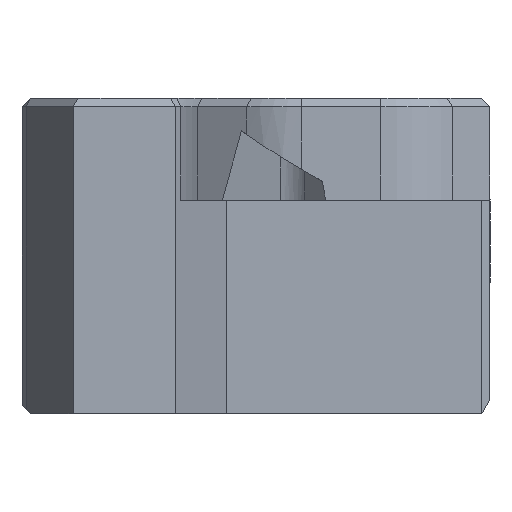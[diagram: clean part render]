
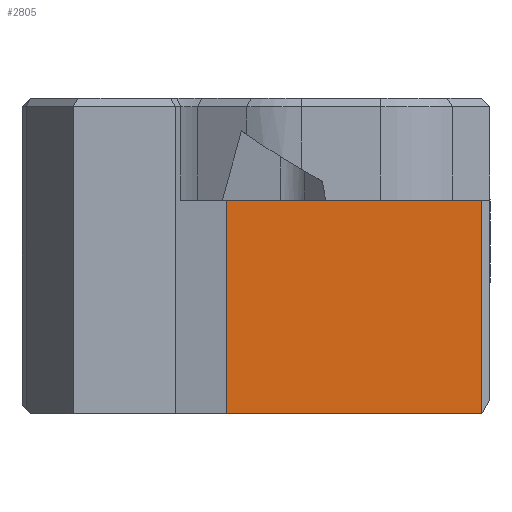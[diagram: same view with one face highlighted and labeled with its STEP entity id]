
A CAD part, left-side view. The second image highlights one B-rep face of the part: STEP entity #2805.
In plain terms, the highlighted planar face has unit normal (-1, 0, 0).
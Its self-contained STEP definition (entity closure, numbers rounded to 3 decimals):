
#104=PLANE('',#3029);
#259=FACE_OUTER_BOUND('',#435,.T.);
#435=EDGE_LOOP('',(#2286,#2287,#2288,#2289));
#623=LINE('',#4164,#970);
#694=LINE('',#4336,#1041);
#707=LINE('',#4360,#1054);
#708=LINE('',#4361,#1055);
#970=VECTOR('',#3343,10.);
#1041=VECTOR('',#3518,10.);
#1054=VECTOR('',#3541,10.);
#1055=VECTOR('',#3542,10.);
#1371=VERTEX_POINT('',#4161);
#1372=VERTEX_POINT('',#4163);
#1412=VERTEX_POINT('',#4325);
#1415=VERTEX_POINT('',#4334);
#1635=EDGE_CURVE('',#1372,#1371,#623,.T.);
#1721=EDGE_CURVE('',#1371,#1415,#694,.T.);
#1734=EDGE_CURVE('',#1412,#1415,#707,.T.);
#1735=EDGE_CURVE('',#1372,#1412,#708,.T.);
#2286=ORIENTED_EDGE('',*,*,#1721,.T.);
#2287=ORIENTED_EDGE('',*,*,#1734,.F.);
#2288=ORIENTED_EDGE('',*,*,#1735,.F.);
#2289=ORIENTED_EDGE('',*,*,#1635,.T.);
#2805=ADVANCED_FACE('',(#259),#104,.F.);
#3029=AXIS2_PLACEMENT_3D('',#4359,#3539,#3540);
#3343=DIRECTION('',(0.,1.,0.));
#3518=DIRECTION('',(0.,0.,-1.));
#3539=DIRECTION('center_axis',(1.,0.,0.));
#3540=DIRECTION('ref_axis',(0.,0.,
-1.));
#3541=DIRECTION('',(0.,1.,0.));
#3542=DIRECTION('',(0.,0.,-1.));
#4161=CARTESIAN_POINT('',(-16.35,4.954,60.));
#4163=CARTESIAN_POINT('',(-16.35,-7.6,60.));
#4164=CARTESIAN_POINT('',(-16.35,-2.25,60.));
#4325=CARTESIAN_POINT('',(-16.35,-7.6,49.511));
#4334=CARTESIAN_POINT('',(-16.35,4.954,49.511));
#4336=CARTESIAN_POINT('',(-16.35,4.954,55.011));
#4359=CARTESIAN_POINT('Origin',(-16.35,-8.,60.511));
#4360=CARTESIAN_POINT('',(-16.35,-8.,49.511));
#4361=CARTESIAN_POINT('',(-16.35,-7.6,58.389));
